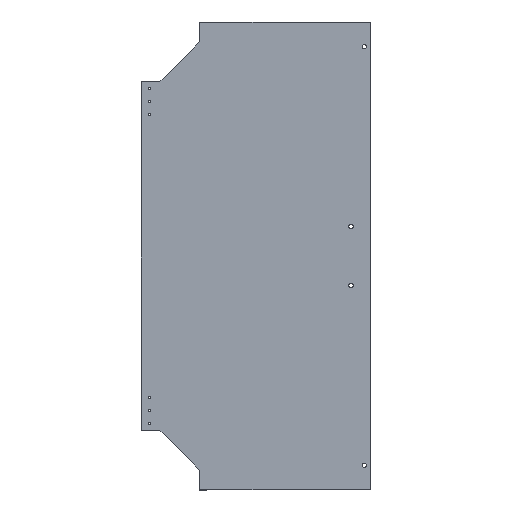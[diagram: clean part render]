
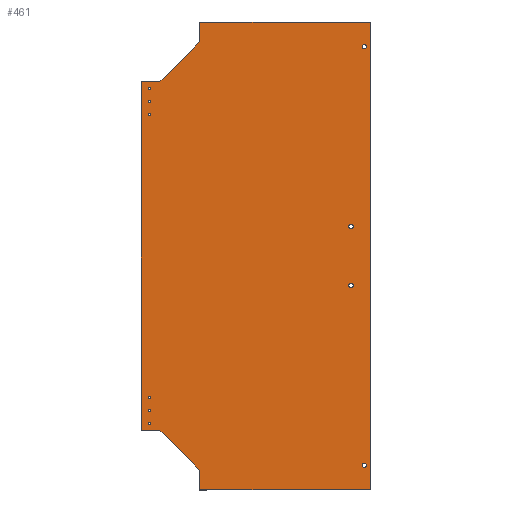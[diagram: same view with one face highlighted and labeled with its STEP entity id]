
A CAD part, top view. The second image highlights one B-rep face of the part: STEP entity #461.
In plain terms, the highlighted planar face has unit normal (0, 0, 1).
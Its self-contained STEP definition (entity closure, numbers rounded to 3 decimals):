
#15=FACE_BOUND('',#90,.T.);
#16=FACE_BOUND('',#91,.T.);
#17=FACE_BOUND('',#92,.T.);
#18=FACE_BOUND('',#93,.T.);
#19=FACE_BOUND('',#94,.T.);
#20=FACE_BOUND('',#95,.T.);
#21=FACE_BOUND('',#96,.T.);
#22=FACE_BOUND('',#97,.T.);
#23=FACE_BOUND('',#98,.T.);
#24=FACE_BOUND('',#99,.T.);
#45=PLANE('',#517);
#67=FACE_OUTER_BOUND('',#89,.T.);
#89=EDGE_LOOP('',(#391,#392,#393,#394,#395,#396,#397,#398,#399,#400));
#90=EDGE_LOOP('',(#401));
#91=EDGE_LOOP('',(#402));
#92=EDGE_LOOP('',(#403));
#93=EDGE_LOOP('',(#404));
#94=EDGE_LOOP('',(#405));
#95=EDGE_LOOP('',(#406));
#96=EDGE_LOOP('',(#407));
#97=EDGE_LOOP('',(#408));
#98=EDGE_LOOP('',(#409));
#99=EDGE_LOOP('',(#410));
#121=LINE('',#709,#161);
#125=LINE('',#717,#165);
#128=LINE('',#723,#168);
#131=LINE('',#729,#171);
#134=LINE('',#735,#174);
#137=LINE('',#741,#177);
#140=LINE('',#747,#180);
#143=LINE('',#753,#183);
#146=LINE('',#759,#186);
#149=LINE('',#764,#189);
#161=VECTOR('',#593,10.);
#165=VECTOR('',#599,10.);
#168=VECTOR('',#604,10.);
#171=VECTOR('',#609,10.);
#174=VECTOR('',#614,10.);
#177=VECTOR('',#619,10.);
#180=VECTOR('',#624,10.);
#183=VECTOR('',#629,10.);
#186=VECTOR('',#634,10.);
#189=VECTOR('',#639,10.);
#191=CIRCLE('',#478,3.3);
#193=CIRCLE('',#481,3.3);
#195=CIRCLE('',#484,3.3);
#197=CIRCLE('',#487,3.3);
#199=CIRCLE('',#490,1.75);
#201=CIRCLE('',#493,1.75);
#203=CIRCLE('',#496,1.75);
#205=CIRCLE('',#499,1.75);
#207=CIRCLE('',#502,1.75);
#209=CIRCLE('',#505,1.75);
#211=VERTEX_POINT('',#647);
#213=VERTEX_POINT('',#653);
#215=VERTEX_POINT('',#659);
#217=VERTEX_POINT('',#665);
#219=VERTEX_POINT('',#671);
#221=VERTEX_POINT('',#677);
#223=VERTEX_POINT('',#683);
#225=VERTEX_POINT('',#689);
#227=VERTEX_POINT('',#695);
#229=VERTEX_POINT('',#701);
#231=VERTEX_POINT('',#707);
#232=VERTEX_POINT('',#708);
#235=VERTEX_POINT('',#716);
#237=VERTEX_POINT('',#722);
#239=VERTEX_POINT('',#728);
#241=VERTEX_POINT('',#734);
#243=VERTEX_POINT('',#740);
#245=VERTEX_POINT('',#746);
#247=VERTEX_POINT('',#752);
#249=VERTEX_POINT('',#758);
#251=EDGE_CURVE('',#211,#211,#191,.T.);
#254=EDGE_CURVE('',#213,#213,#193,.T.);
#257=EDGE_CURVE('',#215,#215,#195,.T.);
#260=EDGE_CURVE('',#217,#217,#197,.T.);
#263=EDGE_CURVE('',#219,#219,#199,.T.);
#266=EDGE_CURVE('',#221,#221,#201,.T.);
#269=EDGE_CURVE('',#223,#223,#203,.T.);
#272=EDGE_CURVE('',#225,#225,#205,.T.);
#275=EDGE_CURVE('',#227,#227,#207,.T.);
#278=EDGE_CURVE('',#229,#229,#209,.T.);
#281=EDGE_CURVE('',#231,#232,#121,.T.);
#285=EDGE_CURVE('',#232,#235,#125,.T.);
#288=EDGE_CURVE('',#235,#237,#128,.T.);
#291=EDGE_CURVE('',#239,#237,#131,.T.);
#294=EDGE_CURVE('',#239,#241,#134,.T.);
#297=EDGE_CURVE('',#243,#241,#137,.T.);
#300=EDGE_CURVE('',#245,#243,#140,.T.);
#303=EDGE_CURVE('',#245,#247,#143,.T.);
#306=EDGE_CURVE('',#249,#247,#146,.T.);
#309=EDGE_CURVE('',#231,#249,#149,.T.);
#391=ORIENTED_EDGE('',*,*,#309,.F.);
#392=ORIENTED_EDGE('',*,*,#281,.T.);
#393=ORIENTED_EDGE('',*,*,#285,.T.);
#394=ORIENTED_EDGE('',*,*,#288,.T.);
#395=ORIENTED_EDGE('',*,*,#291,.F.);
#396=ORIENTED_EDGE('',*,*,#294,.T.);
#397=ORIENTED_EDGE('',*,*,#297,.F.);
#398=ORIENTED_EDGE('',*,*,#300,.F.);
#399=ORIENTED_EDGE('',*,*,#303,.T.);
#400=ORIENTED_EDGE('',*,*,#306,.F.);
#401=ORIENTED_EDGE('',*,*,#251,.T.);
#402=ORIENTED_EDGE('',*,*,#254,.T.);
#403=ORIENTED_EDGE('',*,*,#257,.T.);
#404=ORIENTED_EDGE('',*,*,#260,.T.);
#405=ORIENTED_EDGE('',*,*,#263,.T.);
#406=ORIENTED_EDGE('',*,*,#266,.T.);
#407=ORIENTED_EDGE('',*,*,#269,.T.);
#408=ORIENTED_EDGE('',*,*,#272,.T.);
#409=ORIENTED_EDGE('',*,*,#275,.T.);
#410=ORIENTED_EDGE('',*,*,#278,.T.);
#461=ADVANCED_FACE('',(#67,#15,#16,#17,#18,#19,#20,#21,#22,#23,#24),#45,
 .T.);
#478=AXIS2_PLACEMENT_3D('',#648,#523,#524);
#481=AXIS2_PLACEMENT_3D('',#654,#530,#531);
#484=AXIS2_PLACEMENT_3D('',#660,#537,#538);
#487=AXIS2_PLACEMENT_3D('',#666,#544,#545);
#490=AXIS2_PLACEMENT_3D('',#672,#551,#552);
#493=AXIS2_PLACEMENT_3D('',#678,#558,#559);
#496=AXIS2_PLACEMENT_3D('',#684,#565,#566);
#499=AXIS2_PLACEMENT_3D('',#690,#572,#573);
#502=AXIS2_PLACEMENT_3D('',#696,#579,#580);
#505=AXIS2_PLACEMENT_3D('',#702,#586,#587);
#517=AXIS2_PLACEMENT_3D('',#766,#641,#642);
#523=DIRECTION('center_axis',(0.,0.,-1.));
#524=DIRECTION('ref_axis',(1.,0.,0.));
#530=DIRECTION('center_axis',(0.,0.,-1.));
#531=DIRECTION('ref_axis',(1.,0.,0.));
#537=DIRECTION('center_axis',(0.,0.,-1.));
#538=DIRECTION('ref_axis',(1.,0.,0.));
#544=DIRECTION('center_axis',(0.,0.,-1.));
#545=DIRECTION('ref_axis',(1.,0.,0.));
#551=DIRECTION('center_axis',(0.,0.,-1.));
#552=DIRECTION('ref_axis',(1.,0.,0.));
#558=DIRECTION('center_axis',(0.,0.,-1.));
#559=DIRECTION('ref_axis',(1.,0.,0.));
#565=DIRECTION('center_axis',(0.,0.,-1.));
#566=DIRECTION('ref_axis',(1.,0.,0.));
#572=DIRECTION('center_axis',(0.,0.,-1.));
#573=DIRECTION('ref_axis',(1.,0.,0.));
#579=DIRECTION('center_axis',(0.,0.,-1.));
#580=DIRECTION('ref_axis',(1.,0.,0.));
#586=DIRECTION('center_axis',(0.,0.,-1.));
#587=DIRECTION('ref_axis',(1.,0.,0.));
#593=DIRECTION('',(0.,-1.,0.));
#599=DIRECTION('',(1.,0.,0.));
#604=DIRECTION('',(0.707,-0.707,0.));
#609=DIRECTION('',(0.,1.,0.));
#614=DIRECTION('',(1.,0.,0.));
#619=DIRECTION('',(0.,-1.,0.));
#624=DIRECTION('',(1.,0.,0.));
#629=DIRECTION('',(0.,-1.,0.));
#634=DIRECTION('',(0.707,0.707,0.));
#639=DIRECTION('',(1.,0.,0.));
#641=DIRECTION('center_axis',(0.,0.,1.));
#642=DIRECTION('ref_axis',(1.,0.,0.));
#647=CARTESIAN_POINT('',(-13.3,-317.5,0.));
#648=CARTESIAN_POINT('Origin',(-10.,-317.5,0.));
#653=CARTESIAN_POINT('',(-33.3,44.5,0.));
#654=CARTESIAN_POINT('Origin',(-30.,44.5,0.));
#659=CARTESIAN_POINT('',(-33.3,-44.5,0.));
#660=CARTESIAN_POINT('Origin',(-30.,-44.5,0.));
#665=CARTESIAN_POINT('',(-13.3,317.5,0.));
#666=CARTESIAN_POINT('Origin',(-10.,317.5,0.));
#671=CARTESIAN_POINT('',(-337.25,-234.5,0.));
#672=CARTESIAN_POINT('Origin',(-335.5,-234.5,0.));
#677=CARTESIAN_POINT('',(-337.25,214.5,0.));
#678=CARTESIAN_POINT('Origin',(-335.5,214.5,0.));
#683=CARTESIAN_POINT('',(-337.25,254.5,0.));
#684=CARTESIAN_POINT('Origin',(-335.5,254.5,0.));
#689=CARTESIAN_POINT('',(-337.25,234.5,0.));
#690=CARTESIAN_POINT('Origin',(-335.5,234.5,0.));
#695=CARTESIAN_POINT('',(-337.25,-214.5,0.));
#696=CARTESIAN_POINT('Origin',(-335.5,-214.5,0.));
#701=CARTESIAN_POINT('',(-337.25,-254.5,0.));
#702=CARTESIAN_POINT('Origin',(-335.5,-254.5,0.));
#707=CARTESIAN_POINT('',(-348.,264.5,0.));
#708=CARTESIAN_POINT('',(-348.,-264.5,0.));
#709=CARTESIAN_POINT('',(-348.,264.5,0.));
#716=CARTESIAN_POINT('',(-319.797,-264.5,0.));
#717=CARTESIAN_POINT('',(-350.,-264.5,0.));
#722=CARTESIAN_POINT('',(-259.5,-324.797,0.));
#723=CARTESIAN_POINT('',(-319.797,-264.5,0.));
#728=CARTESIAN_POINT('',(-259.5,-355.,0.));
#729=CARTESIAN_POINT('',(-259.5,-355.,0.));
#734=CARTESIAN_POINT('',(-0.25,-355.,0.));
#735=CARTESIAN_POINT('',(-259.5,-355.,0.));
#740=CARTESIAN_POINT('',(-0.25,355.,0.));
#741=CARTESIAN_POINT('',(-0.25,355.,0.));
#746=CARTESIAN_POINT('',(-259.5,355.,0.));
#747=CARTESIAN_POINT('',(-259.5,355.,0.));
#752=CARTESIAN_POINT('',(-259.5,324.797,0.));
#753=CARTESIAN_POINT('',(-259.5,355.,0.));
#758=CARTESIAN_POINT('',(-319.797,264.5,0.));
#759=CARTESIAN_POINT('',(-319.797,264.5,0.));
#764=CARTESIAN_POINT('',(-350.,264.5,0.));
#766=CARTESIAN_POINT('Origin',(-174.125,0.,0.));
